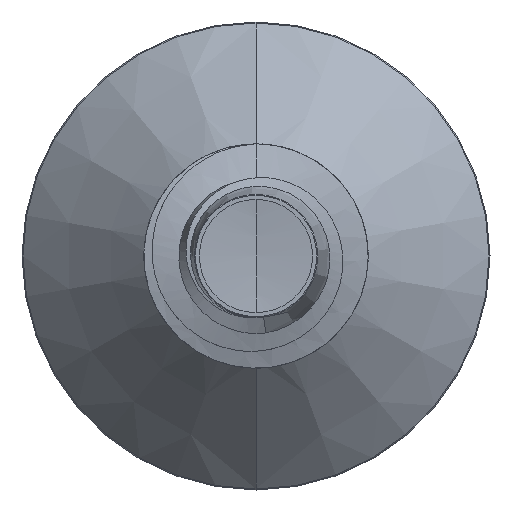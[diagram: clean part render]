
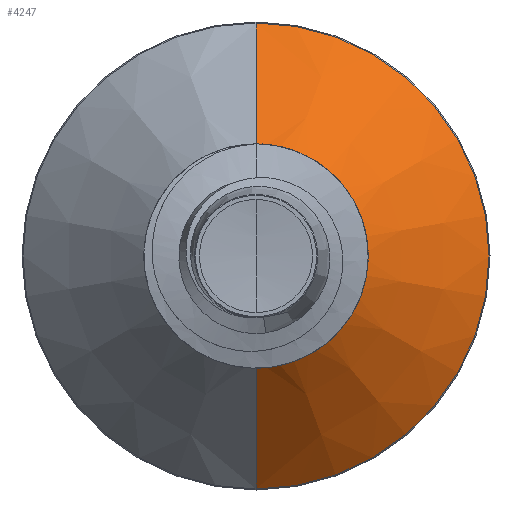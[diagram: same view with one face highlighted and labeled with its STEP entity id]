
A CAD part, front view. The second image highlights one B-rep face of the part: STEP entity #4247.
In plain terms, the highlighted conical face has half-angle 45 degrees and reference radius 1.633 mm.
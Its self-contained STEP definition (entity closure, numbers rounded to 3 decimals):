
#366 = DIRECTION ( 'NONE',  ( 0., 1., 0. ) ) ;
#489 = DIRECTION ( 'NONE',  ( 0., 0., 1. ) ) ;
#530 = DIRECTION ( 'NONE',  ( 0., 0., 1. ) ) ;
#537 = DIRECTION ( 'NONE',  ( 0., 1., 0. ) ) ;
#548 = CARTESIAN_POINT ( 'NONE',  ( 0., 5.332, 0. ) ) ;
#567 = VERTEX_POINT ( 'NONE', #6805 ) ;
#576 = CARTESIAN_POINT ( 'NONE',  ( 0., 5.332, 0. ) ) ;
#884 = DIRECTION ( 'NONE',  ( 0., 0.707, -0.707 ) ) ;
#964 = CARTESIAN_POINT ( 'NONE',  ( 0., 5.332, -1.632 ) ) ;
#1765 = LINE ( 'NONE', #964, #12235 ) ;
#2548 = LINE ( 'NONE', #7234, #10541 ) ;
#3148 = CIRCLE ( 'NONE', #5038, 1.632 ) ;
#3915 = EDGE_LOOP ( 'NONE', ( #4652, #11538, #4292, #11234 ) ) ;
#4070 = EDGE_CURVE ( 'NONE', #5765, #567, #1765, .T. ) ;
#4071 = FACE_OUTER_BOUND ( 'NONE', #3915, .T. ) ;
#4247 = ADVANCED_FACE ( 'NONE', ( #4071 ), #6542, .T. ) ;
#4292 = ORIENTED_EDGE ( 'NONE', *, *, #7385, .F. ) ;
#4507 = VERTEX_POINT ( 'NONE', #13536 ) ;
#4652 = ORIENTED_EDGE ( 'NONE', *, *, #6747, .T. ) ;
#5038 = AXIS2_PLACEMENT_3D ( 'NONE', #548, #537, #530 ) ;
#5765 = VERTEX_POINT ( 'NONE', #6606 ) ;
#6542 = CONICAL_SURFACE ( 'NONE', #9941, 1.632, 0.785 ) ;
#6606 = CARTESIAN_POINT ( 'NONE',  ( 0., 5.332, -1.632 ) ) ;
#6747 = EDGE_CURVE ( 'NONE', #4507, #5765, #3148, .T. ) ;
#6805 = CARTESIAN_POINT ( 'NONE',  ( 0., 7.335, -3.635 ) ) ;
#7139 = DIRECTION ( 'NONE',  ( 0., 0.707, 0.707 ) ) ;
#7234 = CARTESIAN_POINT ( 'NONE',  ( 0., 5.332, 1.632 ) ) ;
#7385 = EDGE_CURVE ( 'NONE', #7642, #567, #12209, .T. ) ;
#7642 = VERTEX_POINT ( 'NONE', #10320 ) ;
#9056 = AXIS2_PLACEMENT_3D ( 'NONE', #11521, #11513, #11505 ) ;
#9941 = AXIS2_PLACEMENT_3D ( 'NONE', #576, #366, #489 ) ;
#10320 = CARTESIAN_POINT ( 'NONE',  ( 0., 7.335, 3.635 ) ) ;
#10541 = VECTOR ( 'NONE', #7139, 1000. ) ;
#11234 = ORIENTED_EDGE ( 'NONE', *, *, #13306, .F. ) ;
#11505 = DIRECTION ( 'NONE',  ( 0., 0., 1. ) ) ;
#11513 = DIRECTION ( 'NONE',  ( 0., 1., 0. ) ) ;
#11521 = CARTESIAN_POINT ( 'NONE',  ( 0., 7.335, 0. ) ) ;
#11538 = ORIENTED_EDGE ( 'NONE', *, *, #4070, .T. ) ;
#12209 = CIRCLE ( 'NONE', #9056, 3.635 ) ;
#12235 = VECTOR ( 'NONE', #884, 1000. ) ;
#13306 = EDGE_CURVE ( 'NONE', #4507, #7642, #2548, .T. ) ;
#13536 = CARTESIAN_POINT ( 'NONE',  ( 0., 5.332, 1.632 ) ) ;
